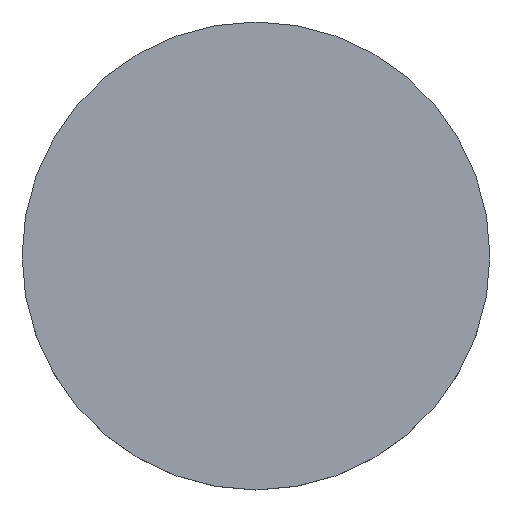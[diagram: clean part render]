
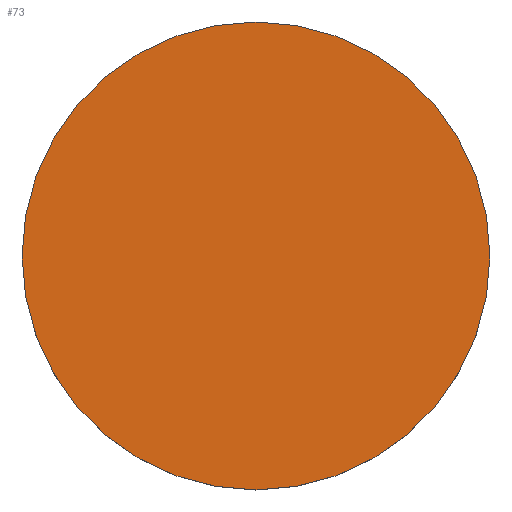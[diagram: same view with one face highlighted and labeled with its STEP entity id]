
A CAD part, top view. The second image highlights one B-rep face of the part: STEP entity #73.
In plain terms, the highlighted planar face has unit normal (0, 0, 1).
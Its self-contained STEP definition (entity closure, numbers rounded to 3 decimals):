
#9 = PLANE ( 'NONE',  #62 ) ;
#10 = CARTESIAN_POINT ( 'NONE',  ( 0., 0., 5. ) ) ;
#11 = EDGE_CURVE ( 'NONE', #111, #104, #78, .T. ) ;
#14 = ORIENTED_EDGE ( 'NONE', *, *, #66, .T. ) ;
#30 = AXIS2_PLACEMENT_3D ( 'NONE', #138, #60, #127 ) ;
#34 = CIRCLE ( 'NONE', #30, 20. ) ;
#44 = DIRECTION ( 'NONE',  ( 0., 0., 1. ) ) ;
#47 = DIRECTION ( 'NONE',  ( 0., 0., 1. ) ) ;
#55 = AXIS2_PLACEMENT_3D ( 'NONE', #83, #47, #63 ) ;
#60 = DIRECTION ( 'NONE',  ( 0., 0., 1. ) ) ;
#62 = AXIS2_PLACEMENT_3D ( 'NONE', #10, #44, #117 ) ;
#63 = DIRECTION ( 'NONE',  ( 1., 0., 0. ) ) ;
#66 = EDGE_CURVE ( 'NONE', #104, #111, #34, .T. ) ;
#70 = CARTESIAN_POINT ( 'NONE',  ( -20., 0., 5. ) ) ;
#73 = ADVANCED_FACE ( 'NONE', ( #74 ), #9, .T. ) ;
#74 = FACE_OUTER_BOUND ( 'NONE', #140, .T. ) ;
#76 = ORIENTED_EDGE ( 'NONE', *, *, #11, .T. ) ;
#78 = CIRCLE ( 'NONE', #55, 20. ) ;
#83 = CARTESIAN_POINT ( 'NONE',  ( 0., 0., 5. ) ) ;
#104 = VERTEX_POINT ( 'NONE', #70 ) ;
#111 = VERTEX_POINT ( 'NONE', #126 ) ;
#117 = DIRECTION ( 'NONE',  ( 1., 0., 0. ) ) ;
#126 = CARTESIAN_POINT ( 'NONE',  ( 20., 0., 5. ) ) ;
#127 = DIRECTION ( 'NONE',  ( 1., 0., 0. ) ) ;
#138 = CARTESIAN_POINT ( 'NONE',  ( 0., 0., 5. ) ) ;
#140 = EDGE_LOOP ( 'NONE', ( #14, #76 ) ) ;
